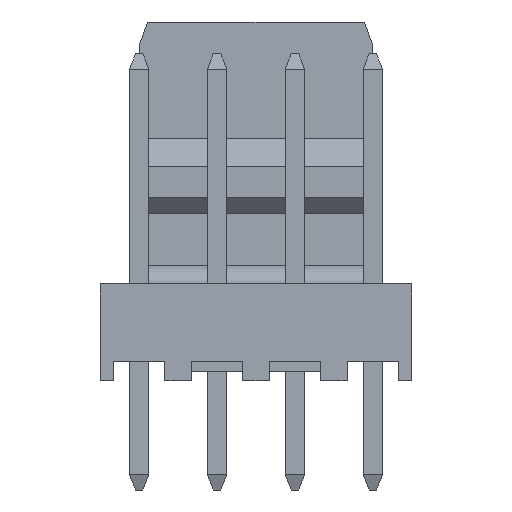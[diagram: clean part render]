
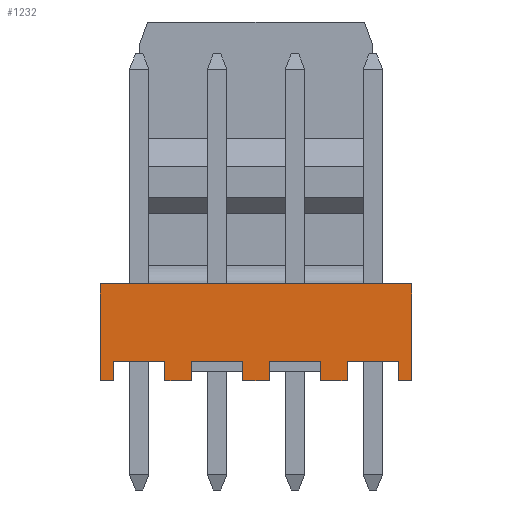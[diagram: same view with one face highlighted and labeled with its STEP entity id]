
A CAD part, front view. The second image highlights one B-rep face of the part: STEP entity #1232.
In plain terms, the highlighted planar face has unit normal (0, -1, 0).
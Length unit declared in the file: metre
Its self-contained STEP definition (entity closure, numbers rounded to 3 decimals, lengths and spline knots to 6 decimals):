
#564 = EDGE_CURVE( '', #1589, #1590, #1591, .T. );
#570 = EDGE_CURVE( '', #1601, #1602, #1603, .T. );
#588 = EDGE_CURVE( '', #1640, #1641, #1642, .T. );
#682 = EDGE_CURVE( '', #1798, #1799, #1800, .T. );
#688 = EDGE_CURVE( '', #1798, #1808, #1809, .T. );
#760 = EDGE_CURVE( '', #1728, #1924, #1925, .T. );
#1008 = EDGE_CURVE( '', #2282, #2283, #2284, .T. );
#1056 = EDGE_CURVE( '', #2346, #1590, #2347, .T. );
#1066 = EDGE_CURVE( '', #2049, #1601, #2358, .T. );
#1076 = EDGE_CURVE( '', #1808, #1641, #2370, .T. );
#1164 = EDGE_CURVE( '', #2282, #1640, #2479, .T. );
#1194 = EDGE_CURVE( '', #1799, #2161, #2514, .T. );
#1224 = EDGE_CURVE( '', #1988, #1924, #2554, .T. );
#1232 = ADVANCED_FACE( '', ( #2563 ), #2564, .T. );
#1284 = EDGE_CURVE( '', #1681, #2161, #2629, .T. );
#1320 = EDGE_CURVE( '', #1988, #1589, #2673, .T. );
#1330 = EDGE_CURVE( '', #2283, #1602, #2683, .T. );
#1348 = EDGE_CURVE( '', #2049, #2346, #2701, .T. );
#1412 = EDGE_CURVE( '', #1849, #1728, #2781, .T. );
#1478 = EDGE_CURVE( '', #1849, #1765, #2855, .T. );
#1490 = EDGE_CURVE( '', #1765, #1681, #2871, .T. );
#1589 = VERTEX_POINT( '', #2980 );
#1590 = VERTEX_POINT( '', #2981 );
#1591 = LINE( '', #2982, #2983 );
#1601 = VERTEX_POINT( '', #2998 );
#1602 = VERTEX_POINT( '', #2999 );
#1603 = LINE( '', #3000, #3001 );
#1640 = VERTEX_POINT( '', #3049 );
#1641 = VERTEX_POINT( '', #3050 );
#1642 = LINE( '', #3051, #3052 );
#1681 = VERTEX_POINT( '', #3104 );
#1728 = VERTEX_POINT( '', #3167 );
#1765 = VERTEX_POINT( '', #3220 );
#1798 = VERTEX_POINT( '', #3271 );
#1799 = VERTEX_POINT( '', #3272 );
#1800 = LINE( '', #3273, #3274 );
#1808 = VERTEX_POINT( '', #3283 );
#1809 = LINE( '', #3284, #3285 );
#1849 = VERTEX_POINT( '', #3338 );
#1924 = VERTEX_POINT( '', #3447 );
#1925 = LINE( '', #3448, #3449 );
#1988 = VERTEX_POINT( '', #3541 );
#2049 = VERTEX_POINT( '', #3632 );
#2161 = VERTEX_POINT( '', #3791 );
#2282 = VERTEX_POINT( '', #3984 );
#2283 = VERTEX_POINT( '', #3985 );
#2284 = LINE( '', #3986, #3987 );
#2346 = VERTEX_POINT( '', #4073 );
#2347 = LINE( '', #4074, #4075 );
#2358 = LINE( '', #4093, #4094 );
#2370 = LINE( '', #4113, #4114 );
#2479 = LINE( '', #4289, #4290 );
#2514 = LINE( '', #4348, #4349 );
#2554 = LINE( '', #4407, #4408 );
#2563 = FACE_OUTER_BOUND( '', #4421, .T. );
#2564 = PLANE( '', #4422 );
#2629 = LINE( '', #4519, #4520 );
#2673 = LINE( '', #4587, #4588 );
#2683 = LINE( '', #4607, #4608 );
#2701 = LINE( '', #4643, #4644 );
#2781 = LINE( '', #4757, #4758 );
#2855 = LINE( '', #4882, #4883 );
#2871 = LINE( '', #4902, #4903 );
#2980 = CARTESIAN_POINT( '', ( 0.00465, -0.002888, 0.00069 ) );
#2981 = CARTESIAN_POINT( '', ( 0.00297, -0.002888, 0.00069 ) );
#2982 = CARTESIAN_POINT( '', ( 0.00465, -0.002888, 0.00069 ) );
#2983 = VECTOR( '', #4941, 1. );
#2998 = CARTESIAN_POINT( '', ( 0.00211, -0.002888, 0.00069 ) );
#2999 = CARTESIAN_POINT( '', ( 0.00043, -0.002888, 0.00069 ) );
#3000 = CARTESIAN_POINT( '', ( 0.00211, -0.002888, 0.00069 ) );
#3001 = VECTOR( '', #4944, 1. );
#3049 = CARTESIAN_POINT( '', ( -0.00043, -0.002888, 0.00069 ) );
#3050 = CARTESIAN_POINT( '', ( -0.00211, -0.002888, 0.00069 ) );
#3051 = CARTESIAN_POINT( '', ( -0.00043, -0.002888, 0.00069 ) );
#3052 = VECTOR( '', #5014, 1. );
#3104 = CARTESIAN_POINT( '', ( -0.00465, -0.002888, 0.00005 ) );
#3167 = CARTESIAN_POINT( '', ( 0.00508, -0.002888, 0.00321 ) );
#3220 = CARTESIAN_POINT( '', ( -0.00508, -0.002888, 0.00005 ) );
#3271 = CARTESIAN_POINT( '', ( -0.00297, -0.002888, 0.00005 ) );
#3272 = CARTESIAN_POINT( '', ( -0.00297, -0.002888, 0.00069 ) );
#3273 = CARTESIAN_POINT( '', ( -0.00297, -0.002888, 0.00005 ) );
#3274 = VECTOR( '', #5174, 1. );
#3283 = CARTESIAN_POINT( '', ( -0.00211, -0.002888, 0.00005 ) );
#3284 = CARTESIAN_POINT( '', ( -0.00297, -0.002888, 0.00005 ) );
#3285 = VECTOR( '', #5193, 1. );
#3338 = CARTESIAN_POINT( '', ( -0.00508, -0.002888, 0.00321 ) );
#3447 = CARTESIAN_POINT( '', ( 0.00508, -0.002888, 0.00005 ) );
#3448 = CARTESIAN_POINT( '', ( 0.00508, -0.002888, 0.00321 ) );
#3449 = VECTOR( '', #5296, 1. );
#3541 = CARTESIAN_POINT( '', ( 0.00465, -0.002888, 0.00005 ) );
#3632 = CARTESIAN_POINT( '', ( 0.00211, -0.002888, 0.00005 ) );
#3791 = CARTESIAN_POINT( '', ( -0.00465, -0.002888, 0.00069 ) );
#3984 = CARTESIAN_POINT( '', ( -0.00043, -0.002888, 0.00005 ) );
#3985 = CARTESIAN_POINT( '', ( 0.00043, -0.002888, 0.00005 ) );
#3986 = CARTESIAN_POINT( '', ( -0.00043, -0.002888, 0.00005 ) );
#3987 = VECTOR( '', #5677, 1. );
#4073 = CARTESIAN_POINT( '', ( 0.00297, -0.002888, 0.00005 ) );
#4074 = CARTESIAN_POINT( '', ( 0.00297, -0.002888, 0.00005 ) );
#4075 = VECTOR( '', #5780, 1. );
#4093 = CARTESIAN_POINT( '', ( 0.00211, -0.002888, 0.00005 ) );
#4094 = VECTOR( '', #5792, 1. );
#4113 = CARTESIAN_POINT( '', ( -0.00211, -0.002888, 0.00005 ) );
#4114 = VECTOR( '', #5804, 1. );
#4289 = CARTESIAN_POINT( '', ( -0.00043, -0.002888, 0.00005 ) );
#4290 = VECTOR( '', #5921, 1. );
#4348 = CARTESIAN_POINT( '', ( -0.00297, -0.002888, 0.00069 ) );
#4349 = VECTOR( '', #5962, 1. );
#4407 = CARTESIAN_POINT( '', ( 0.00465, -0.002888, 0.00005 ) );
#4408 = VECTOR( '', #6011, 1. );
#4421 = EDGE_LOOP( '', ( #6023, #6024, #6025, #6026, #6027, #6028, #6029, #6030, #6031, #6032, #6033, #6034, #6035, #6036, #6037, #6038, #6039, #6040, #6041, #6042 ) );
#4422 = AXIS2_PLACEMENT_3D( '', #6043, #6044, #6045 );
#4519 = CARTESIAN_POINT( '', ( -0.00465, -0.002888, 0.00005 ) );
#4520 = VECTOR( '', #6137, 1. );
#4587 = CARTESIAN_POINT( '', ( 0.00465, -0.002888, 0.00005 ) );
#4588 = VECTOR( '', #6205, 1. );
#4607 = CARTESIAN_POINT( '', ( 0.00043, -0.002888, 0.00005 ) );
#4608 = VECTOR( '', #6210, 1. );
#4643 = CARTESIAN_POINT( '', ( 0.00211, -0.002888, 0.00005 ) );
#4644 = VECTOR( '', #6219, 1. );
#4757 = CARTESIAN_POINT( '', ( -0.00508, -0.002888, 0.00321 ) );
#4758 = VECTOR( '', #6365, 1. );
#4882 = CARTESIAN_POINT( '', ( -0.00508, -0.002888, 0.00321 ) );
#4883 = VECTOR( '', #6442, 1. );
#4902 = CARTESIAN_POINT( '', ( -0.00508, -0.002888, 0.00005 ) );
#4903 = VECTOR( '', #6476, 1. );
#4941 = DIRECTION( '', ( -1., 0., 0. ) );
#4944 = DIRECTION( '', ( -1., 0., 0. ) );
#5014 = DIRECTION( '', ( -1., 0., 0. ) );
#5174 = DIRECTION( '', ( 0., 0., 1. ) );
#5193 = DIRECTION( '', ( 1., 0., 0. ) );
#5296 = DIRECTION( '', ( 0., 0., -1. ) );
#5677 = DIRECTION( '', ( 1., 0., 0. ) );
#5780 = DIRECTION( '', ( 0., 0., 1. ) );
#5792 = DIRECTION( '', ( 0., 0., 1. ) );
#5804 = DIRECTION( '', ( 0., 0., 1. ) );
#5921 = DIRECTION( '', ( 0., 0., 1. ) );
#5962 = DIRECTION( '', ( -1., 0., 0. ) );
#6011 = DIRECTION( '', ( 1., 0., 0. ) );
#6023 = ORIENTED_EDGE( '', *, *, #564, .F. );
#6024 = ORIENTED_EDGE( '', *, *, #1320, .F. );
#6025 = ORIENTED_EDGE( '', *, *, #1224, .T. );
#6026 = ORIENTED_EDGE( '', *, *, #760, .F. );
#6027 = ORIENTED_EDGE( '', *, *, #1412, .F. );
#6028 = ORIENTED_EDGE( '', *, *, #1478, .T. );
#6029 = ORIENTED_EDGE( '', *, *, #1490, .T. );
#6030 = ORIENTED_EDGE( '', *, *, #1284, .T. );
#6031 = ORIENTED_EDGE( '', *, *, #1194, .F. );
#6032 = ORIENTED_EDGE( '', *, *, #682, .F. );
#6033 = ORIENTED_EDGE( '', *, *, #688, .T. );
#6034 = ORIENTED_EDGE( '', *, *, #1076, .T. );
#6035 = ORIENTED_EDGE( '', *, *, #588, .F. );
#6036 = ORIENTED_EDGE( '', *, *, #1164, .F. );
#6037 = ORIENTED_EDGE( '', *, *, #1008, .T. );
#6038 = ORIENTED_EDGE( '', *, *, #1330, .T. );
#6039 = ORIENTED_EDGE( '', *, *, #570, .F. );
#6040 = ORIENTED_EDGE( '', *, *, #1066, .F. );
#6041 = ORIENTED_EDGE( '', *, *, #1348, .T. );
#6042 = ORIENTED_EDGE( '', *, *, #1056, .T. );
#6043 = CARTESIAN_POINT( '', ( -0.00508, -0.002888, 0.00321 ) );
#6044 = DIRECTION( '', ( 0., -1., 0. ) );
#6045 = DIRECTION( '', ( -1., 0., 0. ) );
#6137 = DIRECTION( '', ( 0., 0., 1. ) );
#6205 = DIRECTION( '', ( 0., 0., 1. ) );
#6210 = DIRECTION( '', ( 0., 0., 1. ) );
#6219 = DIRECTION( '', ( 1., 0., 0. ) );
#6365 = DIRECTION( '', ( 1., 0., 0. ) );
#6442 = DIRECTION( '', ( 0., 0., -1. ) );
#6476 = DIRECTION( '', ( 1., 0., 0. ) );
